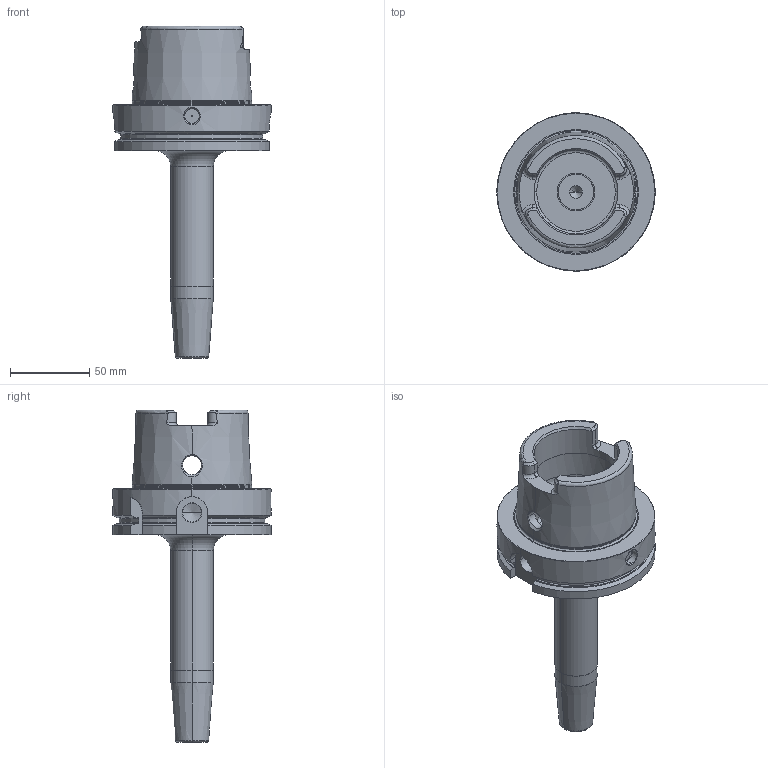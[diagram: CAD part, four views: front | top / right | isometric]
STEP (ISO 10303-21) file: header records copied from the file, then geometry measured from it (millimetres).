
FILE_DESCRIPTION((''),'2;1');
FILE_NAME('30386147','2024-02-23T10:21:47',('bahnemannr'),(''),'CREO PARAMETRIC BY PTC INC, 2021184','CREO PARAMETRIC BY PTC INC, 2021184','');
FILE_SCHEMA(('AP242_MANAGED_MODEL_BASED_3D_ENGINEERING_MIM_LF { 1 0 10303 442 1 1 4 }'));
Length unit declared in the file: millimetre
Products named in the file (1): 30386147
Bounding box: 100 x 100 x 209.9 mm (x, y, z)
Volume: 324212.5 mm3; surface area: 61772 mm2
Topology: 1 solids, 2 shells, 162 faces, 407 edges, 252 vertices
Faces by surface type: cylinder 50, cone 42, plane 42, torus 28
Entity records: 7944 total; most frequent: CARTESIAN_POINT 2573, DIRECTION 827, ORIENTED_EDGE 802, PRESENTATION_STYLE_ASSIGNMENT 408, STYLED_ITEM 408, CURVE_STYLE 406, EDGE_CURVE 403, AXIS2_PLACEMENT_3D 341
